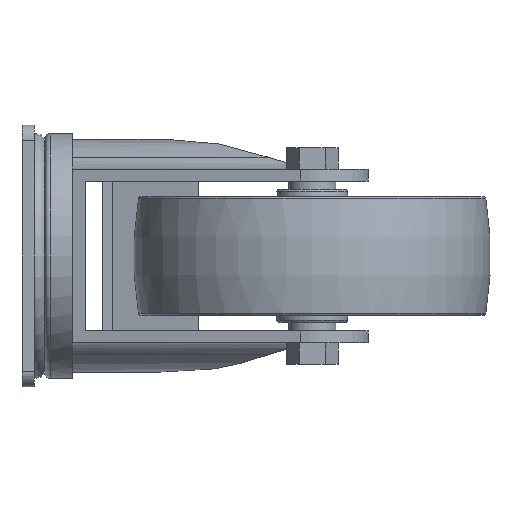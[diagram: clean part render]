
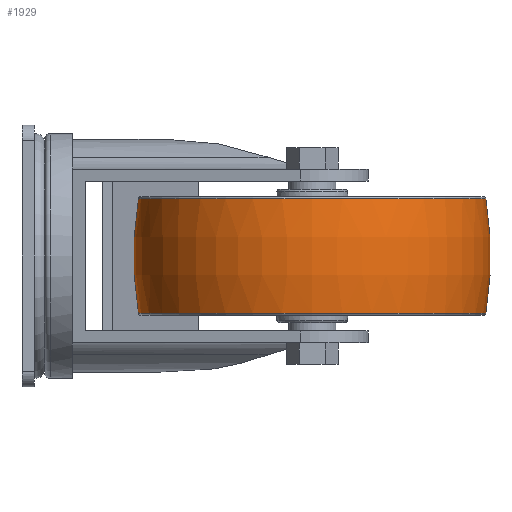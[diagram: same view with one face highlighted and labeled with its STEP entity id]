
A CAD part, left-side view. The second image highlights one B-rep face of the part: STEP entity #1929.
In plain terms, the highlighted toroidal (fillet/blend) face has major radius 75 mm and minor radius 150 mm.
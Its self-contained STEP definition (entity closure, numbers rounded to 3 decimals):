
#20=DEGENERATE_TOROIDAL_SURFACE('',#2129,75.,150.,
 .F.);
#150=CIRCLE('',#2128,73.041);
#151=CIRCLE('',#2130,73.041);
#526=ORIENTED_EDGE('',*,*,#900,.T.);
#527=ORIENTED_EDGE('',*,*,#899,.F.);
#899=EDGE_CURVE('',#1116,#1116,#150,.T.);
#900=EDGE_CURVE('',#1117,#1117,#151,.T.);
#1116=VERTEX_POINT('',#3206);
#1117=VERTEX_POINT('',#3209);
#1596=EDGE_LOOP('',(#526));
#1597=EDGE_LOOP('',(#527));
#1748=FACE_BOUND('',#1596,.T.);
#1749=FACE_BOUND('',#1597,.T.);
#1929=ADVANCED_FACE('',(#1748,#1749),#20,.F.);
#2128=AXIS2_PLACEMENT_3D('',#3205,#2596,#2597);
#2129=AXIS2_PLACEMENT_3D('',#3207,#2598,#2599);
#2130=AXIS2_PLACEMENT_3D('',#3208,#2600,#2601);
#2596=DIRECTION('',(0.,0.,-1.));
#2597=DIRECTION('',(-1.,0.,0.));
#2598=DIRECTION('',(0.,0.,-1.));
#2599=DIRECTION('',(-1.,0.,0.));
#2600=DIRECTION('',(0.,0.,-1.));
#2601=DIRECTION('',(-1.,0.,0.));
#3205=CARTESIAN_POINT('',(0.,0.,-24.161));
#3206=CARTESIAN_POINT('',(-73.041,0.,-24.161));
#3207=CARTESIAN_POINT('',(0.,0.,0.));
#3208=CARTESIAN_POINT('',(0.,0.,24.161));
#3209=CARTESIAN_POINT('',(-73.041,0.,24.161));
